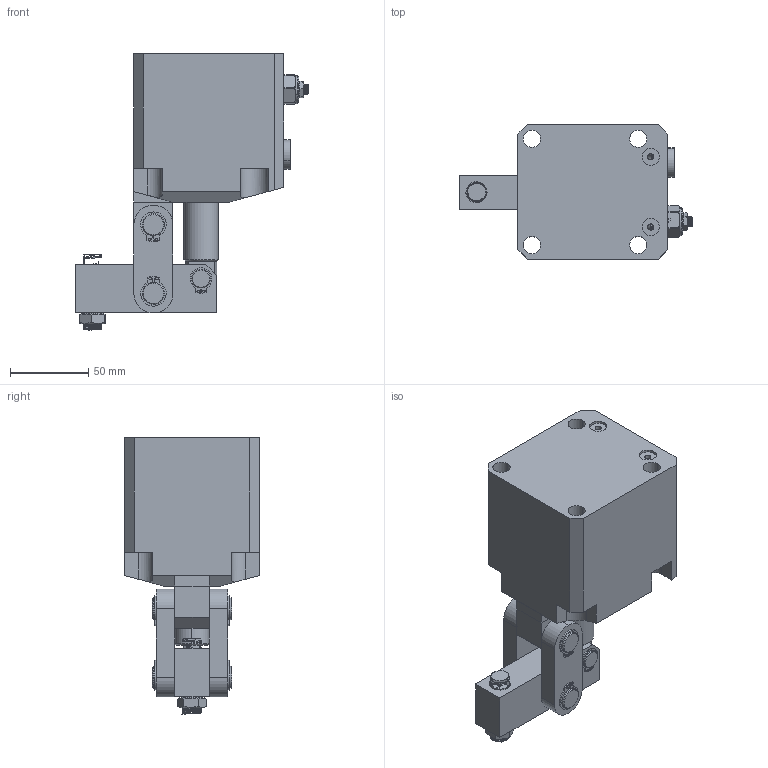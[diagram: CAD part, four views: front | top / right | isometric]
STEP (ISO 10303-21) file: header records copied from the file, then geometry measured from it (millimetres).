
FILE_DESCRIPTION (( 'STEP AP214' ), '1' );
FILE_NAME ('CBLU-55G.STEP', '2019-05-07T07:45:03', ( '' ), ( '' ), 'SwSTEP 2.0', 'SolidWorks 2016', '' );
FILE_SCHEMA (( 'AUTOMOTIVE_DESIGN' ));
Length unit declared in the file: millimetre
Products named in the file (13): changxiao; CBLU-55C掛极_1_1; CBLU-55G; CZL20覃厒概_1_1_1; 囀鞠褒黑芛郔陔1-4_1; luomu; luogan; kahuang01; kahuang; yabi; liangan; huosaigan_2_1; duanxiao
Assembly tree (18 placements, depth 2):
  CBLU-55G
    CBLU-55C掛极_1_1
    changxiao  x2
    duanxiao
    huosaigan_2_1
    liangan  x2
    yabi
    kahuang  x4
    kahuang01  x2
    luogan
    luomu
    囀鞠褒黑芛郔陔1-4_1
    CZL20覃厒概_1_1_1
Bounding box: 149.4 x 86 x 177.16 mm (x, y, z)
Volume: 692701 mm3; surface area: 133300.1 mm2
Topology: 18 solids, 121 shells, 809 faces, 2204 edges, 1531 vertices
Faces by surface type: cylinder 431, plane 193, bspline 119, cone 66
Entity records: 59905 total; most frequent: CARTESIAN_POINT 44242, ORIENTED_EDGE 3444, DIRECTION 2420, EDGE_CURVE 1898, VERTEX_POINT 1336, AXIS2_PLACEMENT_3D 904, EDGE_LOOP 754, ADVANCED_FACE 687
